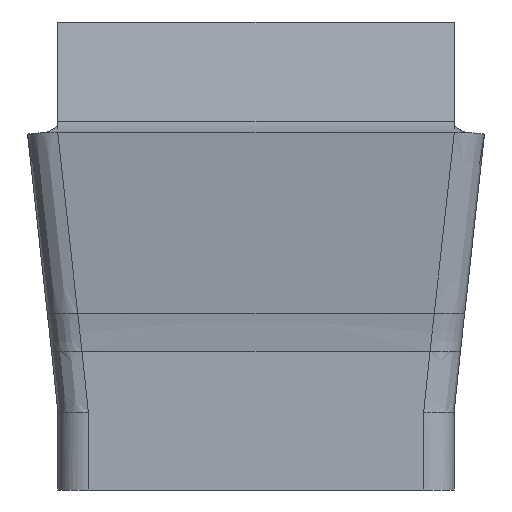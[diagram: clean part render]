
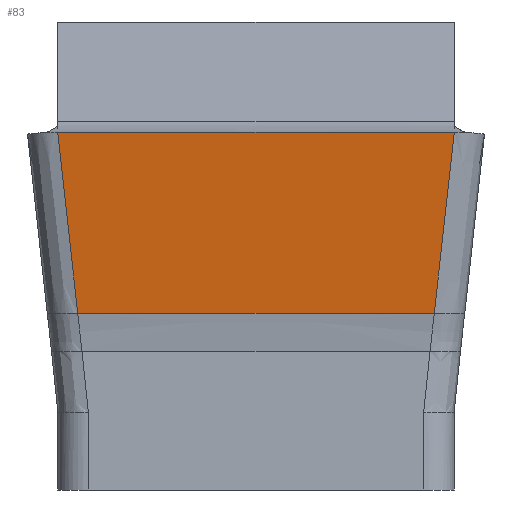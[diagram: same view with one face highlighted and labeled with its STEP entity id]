
A CAD part, front view. The second image highlights one B-rep face of the part: STEP entity #83.
In plain terms, the highlighted planar face has unit normal (0, -0.993, -0.122).
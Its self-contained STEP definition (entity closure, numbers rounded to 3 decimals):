
#83=ADVANCED_FACE('SIDE_FP_AN_SU1',(#151),#123,.T.);
#123=PLANE('',#922);
#151=FACE_OUTER_BOUND('',#199,.T.);
#199=EDGE_LOOP('',(#473,#474,#475,#476));
#267=B_SPLINE_CURVE_WITH_KNOTS('',3,(#1603,#1604,#1605,#1606),
 .UNSPECIFIED.,.F.,.F.,(4,4),(0.,1.),.UNSPECIFIED.);
#270=B_SPLINE_CURVE_WITH_KNOTS('',3,(#1648,#1649,#1650,#1651),
 .UNSPECIFIED.,.F.,.F.,(4,4),(0.,1.),.UNSPECIFIED.);
#329=LINE('',#1716,#373);
#330=LINE('',#1717,#374);
#373=VECTOR('',#1002,1.);
#374=VECTOR('',#1003,1.);
#473=ORIENTED_EDGE('',*,*,#801,.T.);
#474=ORIENTED_EDGE('',*,*,#809,.T.);
#475=ORIENTED_EDGE('',*,*,#804,.T.);
#476=ORIENTED_EDGE('',*,*,#810,.F.);
#709=VERTEX_POINT('',#1602);
#710=VERTEX_POINT('',#1607);
#712=VERTEX_POINT('',#1652);
#713=VERTEX_POINT('',#1653);
#801=EDGE_CURVE('',#710,#709,#267,.T.);
#804=EDGE_CURVE('',#712,#713,#270,.T.);
#809=EDGE_CURVE('',#709,#712,#329,.T.);
#810=EDGE_CURVE('',#710,#713,#330,.T.);
#922=AXIS2_PLACEMENT_3D('',#1718,#1004,#1005);
#1002=DIRECTION('',(-1.,0.,0.));
#1003=DIRECTION('',(-1.,0.,0.));
#1004=DIRECTION('',(0.,-0.993,-0.122));
#1005=DIRECTION('',(-1.,0.,0.));
#1602=CARTESIAN_POINT('',(2.603,-12.522,0.023));
#1603=CARTESIAN_POINT('',(2.34,-12.231,-2.351));
#1604=CARTESIAN_POINT('',(2.428,-12.328,-1.559));
#1605=CARTESIAN_POINT('',(2.515,-12.425,-0.768));
#1606=CARTESIAN_POINT('',(2.603,-12.522,0.023));
#1607=CARTESIAN_POINT('',(2.34,-12.231,-2.351));
#1648=CARTESIAN_POINT('',(-2.603,-12.522,0.023));
#1649=CARTESIAN_POINT('',(-2.515,-12.425,-0.768));
#1650=CARTESIAN_POINT('',(-2.428,-12.328,-1.559));
#1651=CARTESIAN_POINT('',(-2.34,-12.231,-2.351));
#1652=CARTESIAN_POINT('',(-2.603,-12.522,0.023));
#1653=CARTESIAN_POINT('',(-2.34,-12.231,-2.351));
#1716=CARTESIAN_POINT('',(-17.,-12.522,0.023));
#1717=CARTESIAN_POINT('',(0.,-12.231,-2.351));
#1718=CARTESIAN_POINT('',(0.,-13.068,4.472));
